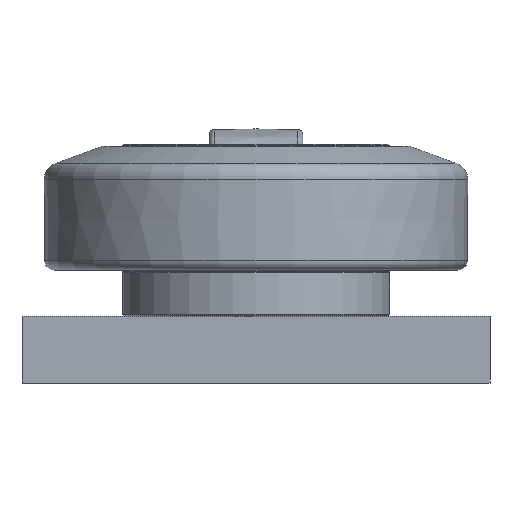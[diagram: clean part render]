
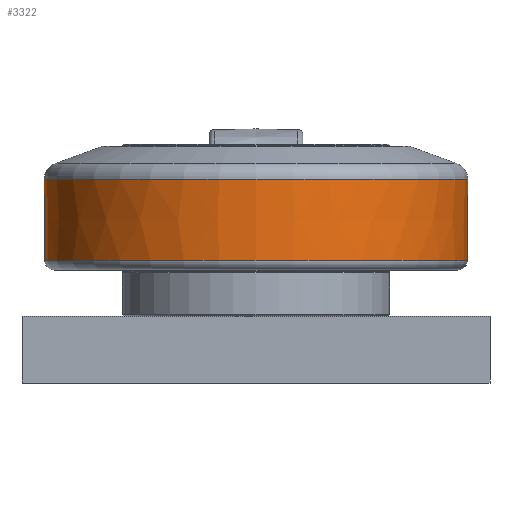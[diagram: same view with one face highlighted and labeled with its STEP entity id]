
A CAD part, front view. The second image highlights one B-rep face of the part: STEP entity #3322.
In plain terms, the highlighted free-form (B-spline) face has degree [2, 2] with [3, 9] control points.
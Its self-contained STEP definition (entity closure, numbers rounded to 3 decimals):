
#98=(
BOUNDED_SURFACE()
B_SPLINE_SURFACE(2,2,((#4869,#4870,#4871,#4872,#4873,#4874,#4875,#4876,
#4877),(#4878,#4879,#4880,#4881,#4882,#4883,#4884,#4885,#4886),(#4887,#4888,
#4889,#4890,#4891,#4892,#4893,#4894,#4895)),.UNSPECIFIED.,.F.,.T.,.F.)
B_SPLINE_SURFACE_WITH_KNOTS((3,3),(3,2,2,2,3),(-0.016,0.009),
(-3.142,-1.571,0.,1.571,3.142),
 .UNSPECIFIED.)
GEOMETRIC_REPRESENTATION_ITEM()
RATIONAL_B_SPLINE_SURFACE(((1.,0.707,1.,0.707,1.,
0.707,1.,0.707,1.),(1.,0.707,
1.,0.707,1.,0.707,
1.,0.707,1.),(1.,0.707,
1.,0.707,1.,0.707,1.,0.707,1.)))
REPRESENTATION_ITEM('')
SURFACE()
);
#761=FACE_OUTER_BOUND('',#932,.T.);
#932=EDGE_LOOP('',(#2196,#2197,#2198,#2199,#2200,#2201));
#1158=CIRCLE('',#3529,63.362);
#1159=CIRCLE('',#3530,63.362);
#1161=CIRCLE('',#3532,1000.);
#1162=CIRCLE('',#3533,63.279);
#1163=CIRCLE('',#3534,63.279);
#1349=VERTEX_POINT('',#4863);
#1350=VERTEX_POINT('',#4865);
#1351=VERTEX_POINT('',#4896);
#1352=VERTEX_POINT('',#4898);
#1694=EDGE_CURVE('',#1349,#1350,#1158,.T.);
#1695=EDGE_CURVE('',#1350,#1349,#1159,.T.);
#1697=EDGE_CURVE('',#1349,#1351,#1161,.T.);
#1698=EDGE_CURVE('',#1352,#1351,#1162,.T.);
#1699=EDGE_CURVE('',#1351,#1352,#1163,.T.);
#2196=ORIENTED_EDGE('',*,*,#1695,.F.);
#2197=ORIENTED_EDGE('',*,*,#1694,.F.);
#2198=ORIENTED_EDGE('',*,*,#1697,.T.);
#2199=ORIENTED_EDGE('',*,*,#1698,.F.);
#2200=ORIENTED_EDGE('',*,*,#1699,.F.);
#2201=ORIENTED_EDGE('',*,*,#1697,.F.);
#3322=ADVANCED_FACE('',(#761),#98,.F.);
#3529=AXIS2_PLACEMENT_3D('',#4866,#3915,#3916);
#3530=AXIS2_PLACEMENT_3D('',#4867,#3917,#3918);
#3532=AXIS2_PLACEMENT_3D('',#4897,#3921,#3922);
#3533=AXIS2_PLACEMENT_3D('',#4899,#3923,#3924);
#3534=AXIS2_PLACEMENT_3D('',#4900,#3925,#3926);
#3915=DIRECTION('center_axis',(0.,0.,
1.));
#3916=DIRECTION('ref_axis',(-1.,0.,0.));
#3917=DIRECTION('center_axis',(0.,0.,
1.));
#3918=DIRECTION('ref_axis',(-1.,0.,0.));
#3921=DIRECTION('center_axis',(-1.,0.,0.));
#3922=DIRECTION('ref_axis',(0.,1.,0.));
#3923=DIRECTION('center_axis',(0.,0.,
-1.));
#3924=DIRECTION('ref_axis',(-1.,0.,0.));
#3925=DIRECTION('center_axis',(0.,0.,
-1.));
#3926=DIRECTION('ref_axis',(-1.,0.,0.));
#4863=CARTESIAN_POINT('',(-4.114,26.896,26.023));
#4865=CARTESIAN_POINT('',(59.248,-36.466,26.023));
#4866=CARTESIAN_POINT('Origin',(-4.114,-36.466,26.023));
#4867=CARTESIAN_POINT('Origin',(-4.114,-36.466,26.023));
#4869=CARTESIAN_POINT('Ctrl Pts',(-4.114,26.814,1.753));
#4870=CARTESIAN_POINT('Ctrl Pts',(-67.394,26.814,1.753));
#4871=CARTESIAN_POINT('Ctrl Pts',(-67.394,-36.466,1.753));
#4872=CARTESIAN_POINT('Ctrl Pts',(-67.394,-99.745,1.753));
#4873=CARTESIAN_POINT('Ctrl Pts',(-4.114,-99.745,1.753));
#4874=CARTESIAN_POINT('Ctrl Pts',(59.165,-99.745,1.753));
#4875=CARTESIAN_POINT('Ctrl Pts',(59.165,-36.466,1.753));
#4876=CARTESIAN_POINT('Ctrl Pts',(59.165,26.814,1.753));
#4877=CARTESIAN_POINT('Ctrl Pts',(-4.114,26.814,1.753));
#4878=CARTESIAN_POINT('Ctrl Pts',(-4.114,27.002,13.888));
#4879=CARTESIAN_POINT('Ctrl Pts',(-67.582,27.002,13.888));
#4880=CARTESIAN_POINT('Ctrl Pts',(-67.582,-36.466,13.888));
#4881=CARTESIAN_POINT('Ctrl Pts',(-67.582,-99.933,13.888));
#4882=CARTESIAN_POINT('Ctrl Pts',(-4.114,-99.933,13.888));
#4883=CARTESIAN_POINT('Ctrl Pts',(59.353,-99.933,13.888));
#4884=CARTESIAN_POINT('Ctrl Pts',(59.353,-36.466,13.888));
#4885=CARTESIAN_POINT('Ctrl Pts',(59.353,27.002,13.888));
#4886=CARTESIAN_POINT('Ctrl Pts',(-4.114,27.002,13.888));
#4887=CARTESIAN_POINT('Ctrl Pts',(-4.114,26.896,26.023));
#4888=CARTESIAN_POINT('Ctrl Pts',(-67.476,26.896,26.023));
#4889=CARTESIAN_POINT('Ctrl Pts',(-67.476,-36.466,26.023));
#4890=CARTESIAN_POINT('Ctrl Pts',(-67.476,-99.827,26.023));
#4891=CARTESIAN_POINT('Ctrl Pts',(-4.114,-99.827,26.023));
#4892=CARTESIAN_POINT('Ctrl Pts',(59.248,-99.827,26.023));
#4893=CARTESIAN_POINT('Ctrl Pts',(59.248,-36.466,26.023));
#4894=CARTESIAN_POINT('Ctrl Pts',(59.248,26.896,26.023));
#4895=CARTESIAN_POINT('Ctrl Pts',(-4.114,26.896,26.023));
#4896=CARTESIAN_POINT('',(-4.114,26.814,1.753));
#4897=CARTESIAN_POINT('Origin',(-4.114,-973.066,17.3));
#4898=CARTESIAN_POINT('',(59.165,-36.466,1.753));
#4899=CARTESIAN_POINT('Origin',(-4.114,-36.466,1.753));
#4900=CARTESIAN_POINT('Origin',(-4.114,-36.466,1.753));
